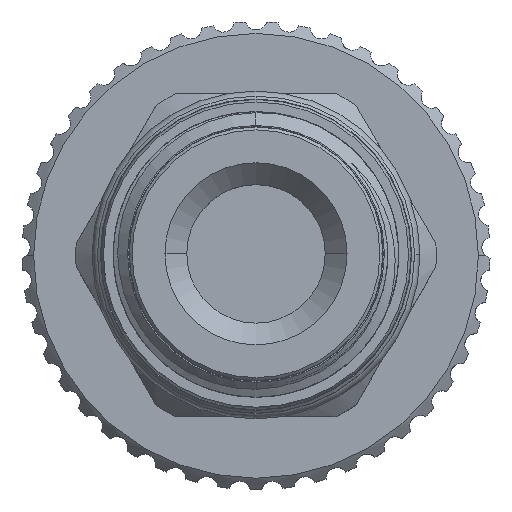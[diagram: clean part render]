
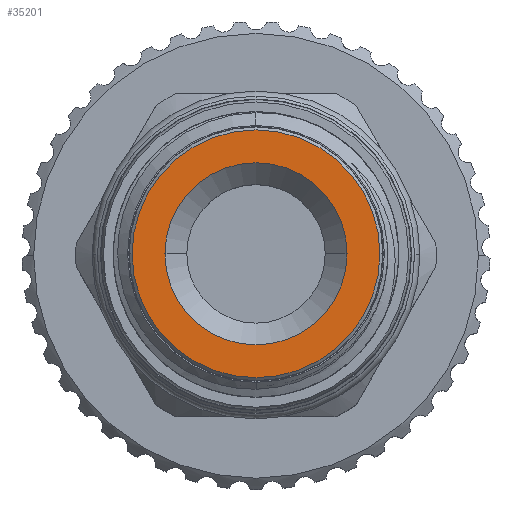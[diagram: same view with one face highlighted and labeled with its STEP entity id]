
A CAD part, top view. The second image highlights one B-rep face of the part: STEP entity #35201.
In plain terms, the highlighted planar face has unit normal (0, 0, 1).
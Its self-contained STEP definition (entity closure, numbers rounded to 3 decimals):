
#1701 = FACE_BOUND ( 'NONE', #42435, .T. ) ;
#1712 = FACE_OUTER_BOUND ( 'NONE', #42443, .T. ) ;
#11943 = CARTESIAN_POINT ( 'NONE',  ( 0., 0., 77.63 ) ) ;
#11949 = PLANE ( 'NONE',  #40333 ) ;
#11951 = DIRECTION ( 'NONE',  ( 0., 0., -1. ) ) ;
#11952 = DIRECTION ( 'NONE',  ( -1., 0., 0. ) ) ;
#20820 = CARTESIAN_POINT ( 'NONE',  ( 8.525, 0., 77.63 ) ) ;
#20919 = CARTESIAN_POINT ( 'NONE',  ( -6.265, 0., 77.63 ) ) ;
#20933 = CARTESIAN_POINT ( 'NONE',  ( -8.525, 0., 77.63 ) ) ;
#21260 = CARTESIAN_POINT ( 'NONE',  ( 6.265, 0., 77.63 ) ) ;
#23463 = CIRCLE ( 'NONE', #40823, 8.525 ) ;
#23482 = CIRCLE ( 'NONE', #40826, 6.265 ) ;
#24937 = CARTESIAN_POINT ( 'NONE',  ( 0., 0., 77.63 ) ) ;
#24938 = DIRECTION ( 'NONE',  ( 0., 0., 1. ) ) ;
#24939 = DIRECTION ( 'NONE',  ( -1., 0., 0. ) ) ;
#25170 = CARTESIAN_POINT ( 'NONE',  ( 0., 0., 77.63 ) ) ;
#25171 = DIRECTION ( 'NONE',  ( 0., 0., -1. ) ) ;
#25172 = DIRECTION ( 'NONE',  ( -1., 0., 0. ) ) ;
#26631 = AXIS2_PLACEMENT_3D ( 'NONE', #33831, #33832, #33833 ) ;
#26655 = AXIS2_PLACEMENT_3D ( 'NONE', #34514, #34515, #34516 ) ;
#32037 = CIRCLE ( 'NONE', #26631, 6.265 ) ;
#32152 = CIRCLE ( 'NONE', #26655, 8.525 ) ;
#33831 = CARTESIAN_POINT ( 'NONE',  ( 0., 0., 77.63 ) ) ;
#33832 = DIRECTION ( 'NONE',  ( 0., 0., -1. ) ) ;
#33833 = DIRECTION ( 'NONE',  ( -1., 0., 0. ) ) ;
#34514 = CARTESIAN_POINT ( 'NONE',  ( 0., 0., 77.63 ) ) ;
#34515 = DIRECTION ( 'NONE',  ( 0., 0., 1. ) ) ;
#34516 = DIRECTION ( 'NONE',  ( -1., 0., 0. ) ) ;
#35201 = ADVANCED_FACE ( 'NONE', ( #1712, #1701 ), #11949, .F. ) ;
#35994 = VERTEX_POINT ( 'NONE', #20820 ) ;
#36093 = VERTEX_POINT ( 'NONE', #20919 ) ;
#36107 = VERTEX_POINT ( 'NONE', #20933 ) ;
#36434 = VERTEX_POINT ( 'NONE', #21260 ) ;
#37414 = EDGE_CURVE ( 'NONE', #36107, #35994, #23463, .T. ) ;
#37443 = EDGE_CURVE ( 'NONE', #36093, #36434, #23482, .T. ) ;
#39815 = EDGE_CURVE ( 'NONE', #36434, #36093, #32037, .T. ) ;
#39933 = EDGE_CURVE ( 'NONE', #35994, #36107, #32152, .T. ) ;
#40333 = AXIS2_PLACEMENT_3D ( 'NONE', #11943, #11951, #11952 ) ;
#40823 = AXIS2_PLACEMENT_3D ( 'NONE', #24937, #24938, #24939 ) ;
#40826 = AXIS2_PLACEMENT_3D ( 'NONE', #25170, #25171, #25172 ) ;
#40999 = ORIENTED_EDGE ( 'NONE', *, *, #37414, .T. ) ;
#41000 = ORIENTED_EDGE ( 'NONE', *, *, #39933, .T. ) ;
#41001 = ORIENTED_EDGE ( 'NONE', *, *, #39815, .T. ) ;
#41002 = ORIENTED_EDGE ( 'NONE', *, *, #37443, .T. ) ;
#42435 = EDGE_LOOP ( 'NONE', ( #41001, #41002 ) ) ;
#42443 = EDGE_LOOP ( 'NONE', ( #40999, #41000 ) ) ;
